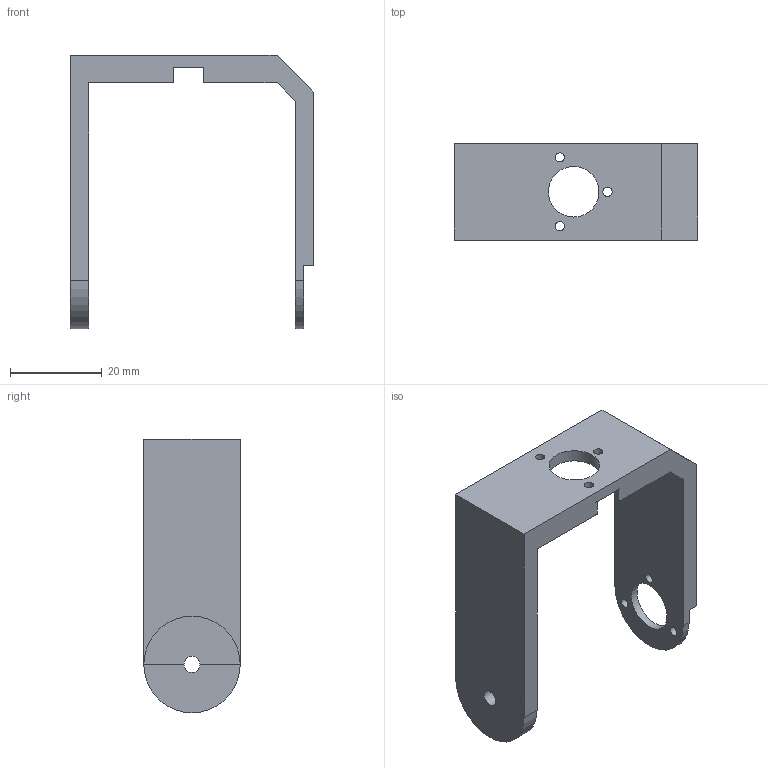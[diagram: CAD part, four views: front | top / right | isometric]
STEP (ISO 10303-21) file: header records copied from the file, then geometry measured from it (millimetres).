
FILE_DESCRIPTION(('FreeCAD Model'),'2;1');
FILE_NAME('leg.step', '2015-02-17T13:31:42',('FreeCAD'),('FreeCAD'), 'Open CASCADE STEP processor 6.7','FreeCAD','Unknown');
FILE_SCHEMA(('AUTOMOTIVE_DESIGN_CC2 { 1 2 10303 214 -1 1 5 4 }'));
Length unit declared in the file: millimetre
Products named in the file (1): pataD
Bounding box: 53 x 21 x 59.5 mm (x, y, z)
Volume: 12240.6 mm3; surface area: 7969.5 mm2
Topology: 1 solids, 1 shells, 32 faces, 89 edges, 58 vertices
Faces by surface type: cylinder 17, plane 15
Full cylindrical faces by diameter (mm): 2 x6, 3.5 x1, 11 x2
Entity records: 2237 total; most frequent: CARTESIAN_POINT 436, DIRECTION 327, ORIENTED_EDGE 178, PCURVE 178, DEFINITIONAL_REPRESENTATION 178, LINE 156, VECTOR 156, EDGE_CURVE 89
